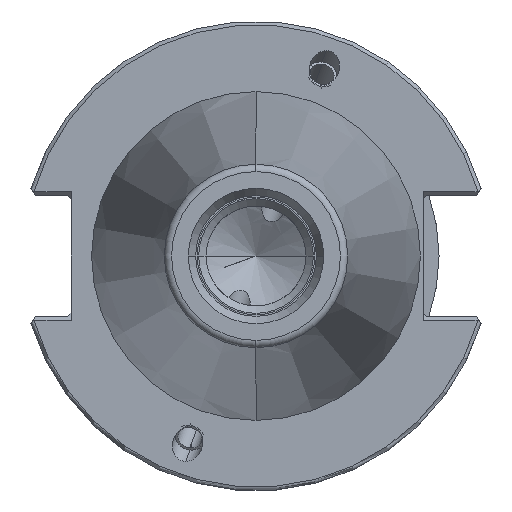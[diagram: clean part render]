
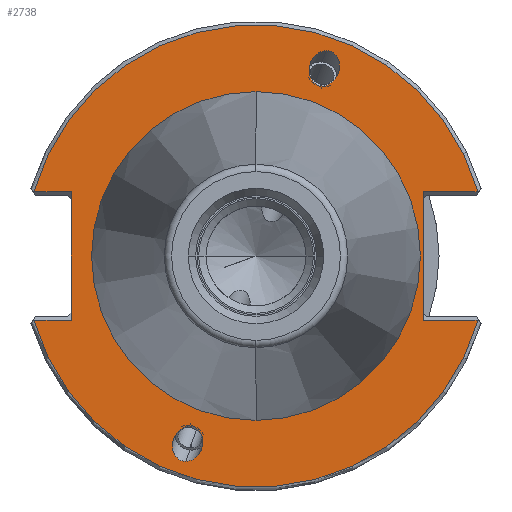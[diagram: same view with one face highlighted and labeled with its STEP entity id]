
A CAD part, left-side view. The second image highlights one B-rep face of the part: STEP entity #2738.
In plain terms, the highlighted planar face has unit normal (-1, 0, 0).
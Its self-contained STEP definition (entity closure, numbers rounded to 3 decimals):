
#116=CARTESIAN_POINT('',(3.175,0.,0.));
#117=DIRECTION('',(1.,0.,0.));
#118=DIRECTION('',(0.,1.,0.));
#119=AXIS2_PLACEMENT_3D('',#116,#117,#118);
#121=CARTESIAN_POINT('',(3.175,0.,0.));
#122=DIRECTION('',(1.,0.,0.));
#123=DIRECTION('',(0.,-1.,0.));
#124=AXIS2_PLACEMENT_3D('',#121,#122,#123);
#126=CARTESIAN_POINT('',(3.175,9.498,-27.766));
#127=CARTESIAN_POINT('',(3.175,9.257,-27.766));
#128=CARTESIAN_POINT('',(3.175,8.727,-27.663));
#129=CARTESIAN_POINT('',(3.175,7.941,-27.117));
#130=CARTESIAN_POINT('',(3.175,7.379,-26.257));
#131=CARTESIAN_POINT('',(3.175,7.151,-25.372));
#132=CARTESIAN_POINT('',(3.175,7.185,-24.486));
#133=CARTESIAN_POINT('',(3.175,7.557,-23.627));
#134=CARTESIAN_POINT('',(3.175,8.223,-23.08));
#135=CARTESIAN_POINT('',(3.175,8.731,-22.978));
#136=CARTESIAN_POINT('',(3.175,8.971,-22.978));
#138=CARTESIAN_POINT('',(3.175,8.971,-22.978));
#139=CARTESIAN_POINT('',(3.175,9.212,-22.978));
#140=CARTESIAN_POINT('',(3.175,9.742,-23.08));
#141=CARTESIAN_POINT('',(3.175,10.528,-23.627));
#142=CARTESIAN_POINT('',(3.175,11.09,-24.486));
#143=CARTESIAN_POINT('',(3.175,11.318,-25.372));
#144=CARTESIAN_POINT('',(3.175,11.284,-26.257));
#145=CARTESIAN_POINT('',(3.175,10.912,-27.117));
#146=CARTESIAN_POINT('',(3.175,10.246,-27.663));
#147=CARTESIAN_POINT('',(3.175,9.738,-27.766));
#148=CARTESIAN_POINT('',(3.175,9.498,-27.766));
#150=CARTESIAN_POINT('',(3.175,-9.498,27.766));
#151=CARTESIAN_POINT('',(3.175,-9.257,27.766));
#152=CARTESIAN_POINT('',(3.175,-8.727,27.663));
#153=CARTESIAN_POINT('',(3.175,-7.941,27.117));
#154=CARTESIAN_POINT('',(3.175,-7.379,26.257));
#155=CARTESIAN_POINT('',(3.175,-7.151,25.372));
#156=CARTESIAN_POINT('',(3.175,-7.185,24.486));
#157=CARTESIAN_POINT('',(3.175,-7.557,23.627));
#158=CARTESIAN_POINT('',(3.175,-8.223,23.08));
#159=CARTESIAN_POINT('',(3.175,-8.731,22.978));
#160=CARTESIAN_POINT('',(3.175,-8.971,22.978));
#162=CARTESIAN_POINT('',(3.175,-8.971,22.978));
#163=CARTESIAN_POINT('',(3.175,-9.212,22.978));
#164=CARTESIAN_POINT('',(3.175,-9.742,23.08));
#165=CARTESIAN_POINT('',(3.175,-10.528,23.627));
#166=CARTESIAN_POINT('',(3.175,-11.09,24.486));
#167=CARTESIAN_POINT('',(3.175,-11.318,25.372));
#168=CARTESIAN_POINT('',(3.175,-11.284,26.257));
#169=CARTESIAN_POINT('',(3.175,-10.912,27.117));
#170=CARTESIAN_POINT('',(3.175,-10.246,27.663));
#171=CARTESIAN_POINT('',(3.175,-9.738,27.766));
#172=CARTESIAN_POINT('',(3.175,-9.498,27.766));
#174=DIRECTION('',(0.,-1.,0.));
#175=VECTOR('',#174,5.017);
#176=CARTESIAN_POINT('',(3.175,30.017,8.69));
#177=LINE('',#176,#175);
#178=DIRECTION('',(0.,-1.,0.));
#179=VECTOR('',#178,7.417);
#180=CARTESIAN_POINT('',(3.175,-22.6,8.69));
#181=LINE('',#180,#179);
#182=DIRECTION('',(0.,1.,0.));
#183=VECTOR('',#182,7.417);
#184=CARTESIAN_POINT('',(3.175,-30.017,-8.69));
#185=LINE('',#184,#183);
#186=DIRECTION('',(0.,1.,0.));
#187=VECTOR('',#186,5.017);
#188=CARTESIAN_POINT('',(3.175,25.,-8.69));
#189=LINE('',#188,#187);
#1489=DIRECTION('',(0.,0.,-1.));
#1490=VECTOR('',#1489,17.38);
#1491=CARTESIAN_POINT('',(3.175,25.,8.69));
#1492=LINE('',#1491,#1490);
#1788=CARTESIAN_POINT('',(3.175,0.,0.));
#1789=DIRECTION('',(-1.,0.,0.));
#1790=DIRECTION('',(0.,0.961,-0.278));
#1791=AXIS2_PLACEMENT_3D('',#1788,#1789,#1790);
#1860=CARTESIAN_POINT('',(3.175,0.,0.));
#1861=DIRECTION('',(-1.,0.,0.));
#1862=DIRECTION('',(0.,-0.961,0.278));
#1863=AXIS2_PLACEMENT_3D('',#1860,#1861,#1862);
#1918=DIRECTION('',(0.,0.,1.));
#1919=VECTOR('',#1918,17.38);
#1920=CARTESIAN_POINT('',(3.175,-22.6,-8.69));
#1921=LINE('',#1920,#1919);
#2197=CARTESIAN_POINT('',(3.175,22.2,0.));
#2198=CARTESIAN_POINT('',(3.175,-22.2,0.));
#2199=VERTEX_POINT('',#2197);
#2200=VERTEX_POINT('',#2198);
#2263=VERTEX_POINT('',#126);
#2264=VERTEX_POINT('',#136);
#2301=CARTESIAN_POINT('',(3.175,30.017,8.69));
#2302=CARTESIAN_POINT('',(3.175,25.,8.69));
#2303=VERTEX_POINT('',#2301);
#2304=VERTEX_POINT('',#2302);
#2309=CARTESIAN_POINT('',(3.175,25.,-8.69));
#2310=CARTESIAN_POINT('',(3.175,30.017,-8.69));
#2311=VERTEX_POINT('',#2309);
#2312=VERTEX_POINT('',#2310);
#2317=CARTESIAN_POINT('',(3.175,-22.6,8.69));
#2318=CARTESIAN_POINT('',(3.175,-30.017,8.69));
#2319=VERTEX_POINT('',#2317);
#2320=VERTEX_POINT('',#2318);
#2325=CARTESIAN_POINT('',(3.175,-30.017,
-8.69));
#2326=CARTESIAN_POINT('',(3.175,-22.6,-8.69));
#2327=VERTEX_POINT('',#2325);
#2328=VERTEX_POINT('',#2326);
#2363=CARTESIAN_POINT('',(3.175,-9.498,27.766));
#2364=VERTEX_POINT('',#2363);
#2365=CARTESIAN_POINT('',(3.175,-8.971,22.978));
#2366=VERTEX_POINT('',#2365);
#2699=CARTESIAN_POINT('',(3.175,0.,0.));
#2700=DIRECTION('',(1.,0.,0.));
#2701=DIRECTION('',(0.,0.,1.));
#2702=AXIS2_PLACEMENT_3D('',#2699,#2700,#2701);
#2703=PLANE('',#2702);
#2705=ORIENTED_EDGE('',*,*,#2704,.F.);
#2707=ORIENTED_EDGE('',*,*,#2706,.F.);
#2709=ORIENTED_EDGE('',*,*,#2708,.F.);
#2711=ORIENTED_EDGE('',*,*,#2710,.F.);
#2713=ORIENTED_EDGE('',*,*,#2712,.F.);
#2715=ORIENTED_EDGE('',*,*,#2714,.F.);
#2717=ORIENTED_EDGE('',*,*,#2716,.F.);
#2719=ORIENTED_EDGE('',*,*,#2718,.F.);
#2720=EDGE_LOOP('',(#2705,#2707,#2709,#2711,#2713,#2715,#2717,#2719));
#2721=FACE_OUTER_BOUND('',#2720,.F.);
#2723=ORIENTED_EDGE('',*,*,#2722,.T.);
#2725=ORIENTED_EDGE('',*,*,#2724,.T.);
#2726=EDGE_LOOP('',(#2723,#2725));
#2727=FACE_BOUND('',#2726,.F.);
#2729=ORIENTED_EDGE('',*,*,#2728,.T.);
#2731=ORIENTED_EDGE('',*,*,#2730,.T.);
#2732=EDGE_LOOP('',(#2729,#2731));
#2733=FACE_BOUND('',#2732,.F.);
#2734=ORIENTED_EDGE('',*,*,#2652,.F.);
#2735=ORIENTED_EDGE('',*,*,#2667,.F.);
#2736=EDGE_LOOP('',(#2734,#2735));
#2737=FACE_BOUND('',#2736,.F.);
#2738=ADVANCED_FACE('',(#2721,#2727,#2733,#2737),#2703,.F.);
#120=CIRCLE('',#119,22.2);
#125=CIRCLE('',#124,22.2);
#137=B_SPLINE_CURVE_WITH_KNOTS('',3,(#126,#127,#128,#129,#130,#131,#132,#133,
#134,#135,#136),.UNSPECIFIED.,.F.,.F.,(4,1,1,1,1,1,1,1,4),(0.,0.125,0.25,
0.375,0.5,0.625,0.75,0.875,1.),.UNSPECIFIED.);
#149=B_SPLINE_CURVE_WITH_KNOTS('',3,(#138,#139,#140,#141,#142,#143,#144,#145,
#146,#147,#148),.UNSPECIFIED.,.F.,.F.,(4,1,1,1,1,1,1,1,4),(0.,0.125,0.25,
0.375,0.5,0.625,0.75,0.875,1.),.UNSPECIFIED.);
#161=B_SPLINE_CURVE_WITH_KNOTS('',3,(#150,#151,#152,#153,#154,#155,#156,#157,
#158,#159,#160),.UNSPECIFIED.,.F.,.F.,(4,1,1,1,1,1,1,1,4),(0.,0.125,0.25,
0.375,0.5,0.625,0.75,0.875,1.),.UNSPECIFIED.);
#173=B_SPLINE_CURVE_WITH_KNOTS('',3,(#162,#163,#164,#165,#166,#167,#168,#169,
#170,#171,#172),.UNSPECIFIED.,.F.,.F.,(4,1,1,1,1,1,1,1,4),(0.,0.125,0.25,
0.375,0.5,0.625,0.75,0.875,1.),.UNSPECIFIED.);
#1792=CIRCLE('',#1791,31.25);
#1864=CIRCLE('',#1863,31.25);
#2652=EDGE_CURVE('',#2199,#2200,#120,.T.);
#2667=EDGE_CURVE('',#2200,#2199,#125,.T.);
#2704=EDGE_CURVE('',#2303,#2304,#177,.T.);
#2706=EDGE_CURVE('',#2320,#2303,#1864,.T.);
#2708=EDGE_CURVE('',#2319,#2320,#181,.T.);
#2710=EDGE_CURVE('',#2328,#2319,#1921,.T.);
#2712=EDGE_CURVE('',#2327,#2328,#185,.T.);
#2714=EDGE_CURVE('',#2312,#2327,#1792,.T.);
#2716=EDGE_CURVE('',#2311,#2312,#189,.T.);
#2718=EDGE_CURVE('',#2304,#2311,#1492,.T.);
#2722=EDGE_CURVE('',#2263,#2264,#137,.T.);
#2724=EDGE_CURVE('',#2264,#2263,#149,.T.);
#2728=EDGE_CURVE('',#2364,#2366,#161,.T.);
#2730=EDGE_CURVE('',#2366,#2364,#173,.T.);
